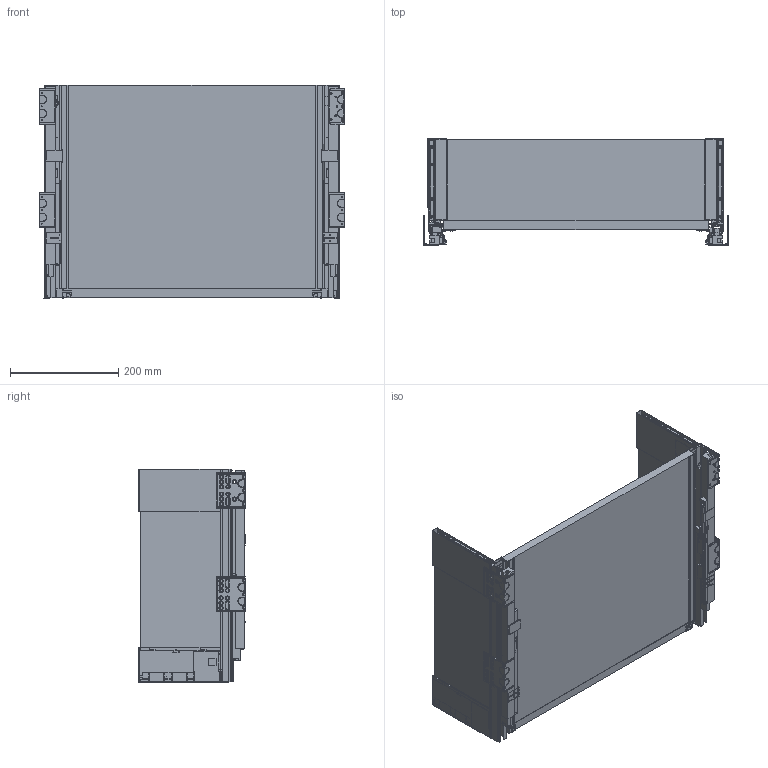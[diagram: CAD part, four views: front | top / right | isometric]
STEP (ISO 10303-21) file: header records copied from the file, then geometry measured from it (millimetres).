
FILE_DESCRIPTION(/* description */ (''),/* implementation_level */ '2;1');
FILE_NAME(/* name */ 'AXIS PRO GLASS 167_400.stp',/* time_stamp */ '2023-08-08T13:54:00+02:00',/* author */ ('tomaszw'),/* organization */ (''),/* preprocessor_version */ 'ST-DEVELOPER v19.2',/* originating_system */ 'Autodesk Inventor 2023',/* authorisation */ '');
FILE_SCHEMA (('AUTOMOTIVE_DESIGN { 1 0 10303 214 3 1 1 }'));
Products named in the file (2): AXIS PRO GLASS; AXIS PRO GLASS_167_400
Assembly tree (1 placements, depth 2):
  AXIS PRO GLASS
    AXIS PRO GLASS_167_400
Bounding box: 564 x 197.5 x 394.56 mm (x, y, z)
Volume: 5608434.6 mm3; surface area: 1516167.2 mm2
Topology: 61 solids, 63 shells, 4104 faces, 11286 edges, 7304 vertices
Faces by surface type: plane 2865, cylinder 707, bspline 254, cone 150, sphere 100, torus 28
Full cylindrical faces by diameter (mm): 1.8 x4, 2 x2, 2.4 x4, 2.8 x8, 2.9 x2, 3 x3, 3.8 x6, 4 x9, 4.5 x2, 5.5 x1, 6 x36, 8.8 x8, 10 x11, 10.4 x4
Entity records: 173394 total; most frequent: CARTESIAN_POINT 65813, ORIENTED_EDGE 22493, DIRECTION 20008, EDGE_CURVE 11252, LINE 8800, VECTOR 8800, VERTEX_POINT 7332, AXIS2_PLACEMENT_3D 5604
